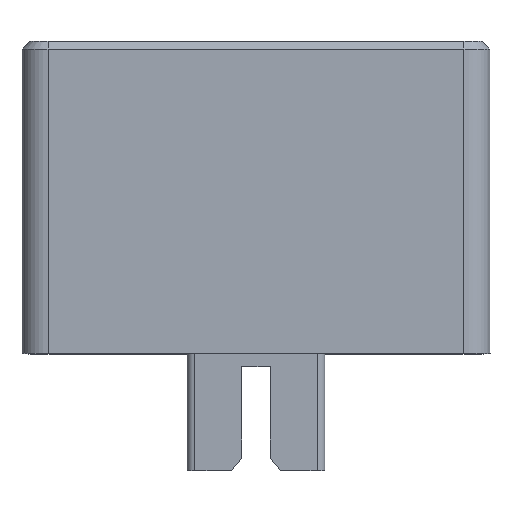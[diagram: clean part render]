
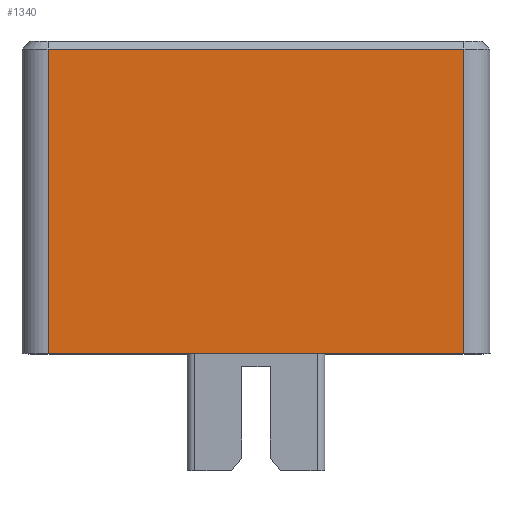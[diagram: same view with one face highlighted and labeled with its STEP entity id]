
A CAD part, top view. The second image highlights one B-rep face of the part: STEP entity #1340.
In plain terms, the highlighted planar face has unit normal (0, 0, 1).
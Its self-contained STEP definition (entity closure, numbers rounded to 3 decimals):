
#30=PLANE('',#1447);
#95=FACE_OUTER_BOUND('',#164,.T.);
#164=EDGE_LOOP('',(#984,#985,#986,#987));
#266=LINE('',#1978,#428);
#285=LINE('',#2033,#447);
#286=LINE('',#2037,#448);
#287=LINE('',#2038,#449);
#428=VECTOR('',#1594,10.);
#447=VECTOR('',#1651,10.);
#448=VECTOR('',#1656,10.);
#449=VECTOR('',#1657,10.);
#613=VERTEX_POINT('',#1975);
#614=VERTEX_POINT('',#1977);
#631=VERTEX_POINT('',#2032);
#632=VERTEX_POINT('',#2036);
#742=EDGE_CURVE('',#613,#614,#266,.T.);
#770=EDGE_CURVE('',#614,#631,#285,.T.);
#772=EDGE_CURVE('',#632,#613,#286,.T.);
#773=EDGE_CURVE('',#631,#632,#287,.T.);
#984=ORIENTED_EDGE('',*,*,#742,.F.);
#985=ORIENTED_EDGE('',*,*,#772,.F.);
#986=ORIENTED_EDGE('',*,*,#773,.F.);
#987=ORIENTED_EDGE('',*,*,#770,.F.);
#1340=ADVANCED_FACE('',(#95),#30,.F.);
#1447=AXIS2_PLACEMENT_3D('',#2035,#1654,#1655);
#1594=DIRECTION('',(1.,0.,0.));
#1651=DIRECTION('',(0.,-1.,0.));
#1654=DIRECTION('center_axis',(0.,0.,-1.));
#1655=DIRECTION('ref_axis',(-1.,0.,0.));
#1656=DIRECTION('',(0.,1.,0.));
#1657=DIRECTION('',(-1.,0.,0.));
#1975=CARTESIAN_POINT('',(-8.,11.7,9.));
#1977=CARTESIAN_POINT('',(8.,11.7,9.));
#1978=CARTESIAN_POINT('',(4.5,11.7,9.));
#2032=CARTESIAN_POINT('',(8.,0.,9.));
#2033=CARTESIAN_POINT('',(8.,0.,9.));
#2035=CARTESIAN_POINT('Origin',(9.,0.,9.));
#2036=CARTESIAN_POINT('',(-8.,0.,9.));
#2037=CARTESIAN_POINT('',(-8.,0.,9.));
#2038=CARTESIAN_POINT('',(9.,0.,9.));
